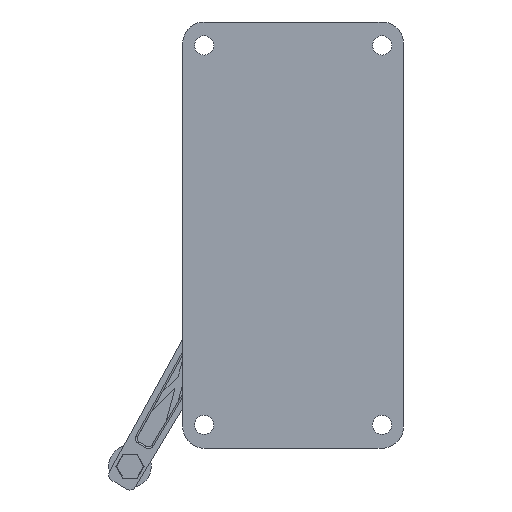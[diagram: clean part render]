
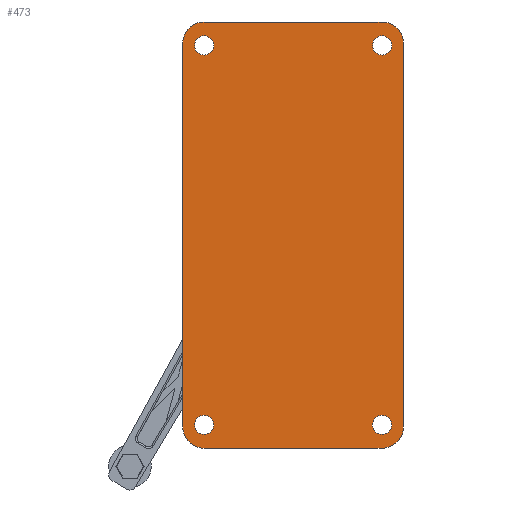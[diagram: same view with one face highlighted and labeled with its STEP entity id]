
A CAD part, left-side view. The second image highlights one B-rep face of the part: STEP entity #473.
In plain terms, the highlighted face is planar.
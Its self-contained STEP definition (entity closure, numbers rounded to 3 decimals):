
#473=ADVANCED_FACE('',(#973,#974,#975,#976,#977),#978,.T.);
#973=FACE_OUTER_BOUND('',#1505,.T.);
#974=FACE_BOUND('',#1506,.T.);
#975=FACE_BOUND('',#1507,.T.);
#976=FACE_BOUND('',#1508,.T.);
#977=FACE_BOUND('',#1509,.T.);
#978=PLANE('',#1510);
#1505=EDGE_LOOP('',(#2666,#2667,#2668,#2669,#2670,#2671,#2672,#2673));
#1506=EDGE_LOOP('',(#2674));
#1507=EDGE_LOOP('',(#2675));
#1508=EDGE_LOOP('',(#2676));
#1509=EDGE_LOOP('',(#2677));
#1510=AXIS2_PLACEMENT_3D('',#2678,#2679,#2680);
#2666=ORIENTED_EDGE('',*,*,#3550,.T.);
#2667=ORIENTED_EDGE('',*,*,#3413,.F.);
#2668=ORIENTED_EDGE('',*,*,#3232,.T.);
#2669=ORIENTED_EDGE('',*,*,#3551,.T.);
#2670=ORIENTED_EDGE('',*,*,#3552,.T.);
#2671=ORIENTED_EDGE('',*,*,#3381,.F.);
#2672=ORIENTED_EDGE('',*,*,#3206,.T.);
#2673=ORIENTED_EDGE('',*,*,#3553,.T.);
#2674=ORIENTED_EDGE('',*,*,#3295,.F.);
#2675=ORIENTED_EDGE('',*,*,#3541,.F.);
#2676=ORIENTED_EDGE('',*,*,#3161,.F.);
#2677=ORIENTED_EDGE('',*,*,#3529,.F.);
#2678=CARTESIAN_POINT('',(0.,0.,5.));
#2679=DIRECTION('',(0.,0.,1.));
#2680=DIRECTION('',(1.,0.,0.));
#3161=EDGE_CURVE('',#3775,#3775,#3776,.T.);
#3206=EDGE_CURVE('',#3851,#3849,#3852,.T.);
#3232=EDGE_CURVE('',#3893,#3891,#3894,.T.);
#3295=EDGE_CURVE('',#3995,#3995,#3996,.T.);
#3381=EDGE_CURVE('',#3851,#4123,#4124,.T.);
#3413=EDGE_CURVE('',#3893,#4169,#4170,.T.);
#3529=EDGE_CURVE('',#4319,#4319,#4320,.T.);
#3541=EDGE_CURVE('',#4332,#4332,#4333,.T.);
#3550=EDGE_CURVE('',#4342,#4169,#4343,.T.);
#3551=EDGE_CURVE('',#3891,#4344,#4345,.T.);
#3552=EDGE_CURVE('',#4344,#4123,#4346,.T.);
#3553=EDGE_CURVE('',#3849,#4342,#4347,.T.);
#3775=VERTEX_POINT('',#4625);
#3776=CIRCLE('',#4626,4.5);
#3849=VERTEX_POINT('',#4722);
#3851=VERTEX_POINT('',#4725);
#3852=LINE('',#4726,#4727);
#3891=VERTEX_POINT('',#4780);
#3893=VERTEX_POINT('',#4783);
#3894=LINE('',#4784,#4785);
#3995=VERTEX_POINT('',#4948);
#3996=CIRCLE('',#4949,4.5);
#4123=VERTEX_POINT('',#5110);
#4124=CIRCLE('',#5111,10.);
#4169=VERTEX_POINT('',#5175);
#4170=CIRCLE('',#5176,10.);
#4319=VERTEX_POINT('',#5373);
#4320=CIRCLE('',#5374,4.5);
#4332=VERTEX_POINT('',#5387);
#4333=CIRCLE('',#5388,4.5);
#4342=VERTEX_POINT('',#5400);
#4343=LINE('',#5401,#5402);
#4344=VERTEX_POINT('',#5403);
#4345=CIRCLE('',#5404,10.);
#4346=LINE('',#5405,#5406);
#4347=CIRCLE('',#5407,10.);
#4625=CARTESIAN_POINT('',(14.25,9.5,5.));
#4626=AXIS2_PLACEMENT_3D('',#5608,#5609,#5610);
#4722=CARTESIAN_POINT('',(93.25,-1.5,5.));
#4725=CARTESIAN_POINT('',(9.75,-1.5,5.));
#4726=CARTESIAN_POINT('',(0.,-1.5,5.));
#4727=VECTOR('',#5665,1.);
#4780=CARTESIAN_POINT('',(9.75,198.5,5.));
#4783=CARTESIAN_POINT('',(93.25,198.5,5.));
#4784=CARTESIAN_POINT('',(0.,198.5,5.));
#4785=VECTOR('',#5696,1.);
#4948=CARTESIAN_POINT('',(97.75,9.5,5.));
#4949=AXIS2_PLACEMENT_3D('',#5780,#5781,#5782);
#5110=CARTESIAN_POINT('',(-0.25,8.5,5.));
#5111=AXIS2_PLACEMENT_3D('',#5913,#5914,#5915);
#5175=CARTESIAN_POINT('',(103.25,188.5,5.));
#5176=AXIS2_PLACEMENT_3D('',#5950,#5951,#5952);
#5373=CARTESIAN_POINT('',(14.25,187.5,5.));
#5374=AXIS2_PLACEMENT_3D('',#6082,#6083,#6084);
#5387=CARTESIAN_POINT('',(97.75,187.5,5.));
#5388=AXIS2_PLACEMENT_3D('',#6098,#6099,#6100);
#5400=CARTESIAN_POINT('',(103.25,8.5,5.));
#5401=CARTESIAN_POINT('',(103.25,0.,5.));
#5402=VECTOR('',#6107,1.);
#5403=CARTESIAN_POINT('',(-0.25,188.5,5.));
#5404=AXIS2_PLACEMENT_3D('',#6108,#6109,#6110);
#5405=CARTESIAN_POINT('',(-0.25,0.,5.));
#5406=VECTOR('',#6111,1.);
#5407=AXIS2_PLACEMENT_3D('',#6112,#6113,#6114);
#5608=CARTESIAN_POINT('',(9.75,9.5,5.));
#5609=DIRECTION('',(0.,0.,1.));
#5610=DIRECTION('',(1.,0.,0.));
#5665=DIRECTION('',(1.,0.,0.));
#5696=DIRECTION('',(-1.,0.,0.));
#5780=CARTESIAN_POINT('',(93.25,9.5,5.));
#5781=DIRECTION('',(0.,0.,1.));
#5782=DIRECTION('',(1.,0.,0.));
#5913=CARTESIAN_POINT('',(9.75,8.5,5.));
#5914=DIRECTION('',(0.,0.,-1.));
#5915=DIRECTION('',(-1.,0.,0.));
#5950=CARTESIAN_POINT('',(93.25,188.5,5.));
#5951=DIRECTION('',(0.,0.,-1.));
#5952=DIRECTION('',(-1.,0.,0.));
#6082=CARTESIAN_POINT('',(9.75,187.5,5.));
#6083=DIRECTION('',(0.,0.,1.));
#6084=DIRECTION('',(1.,0.,0.));
#6098=CARTESIAN_POINT('',(93.25,187.5,5.));
#6099=DIRECTION('',(0.,0.,1.));
#6100=DIRECTION('',(1.,0.,0.));
#6107=DIRECTION('',(0.,1.,0.));
#6108=CARTESIAN_POINT('',(9.75,188.5,5.));
#6109=DIRECTION('',(0.,0.,1.));
#6110=DIRECTION('',(1.,0.,0.));
#6111=DIRECTION('',(0.,-1.,0.));
#6112=CARTESIAN_POINT('',(93.25,8.5,5.));
#6113=DIRECTION('',(0.,0.,1.));
#6114=DIRECTION('',(1.,0.,0.));
